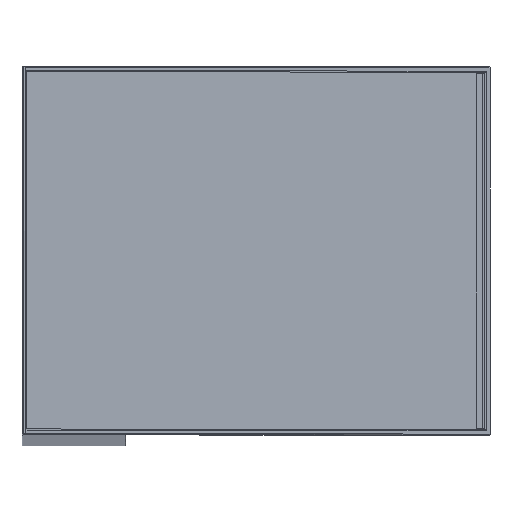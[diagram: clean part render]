
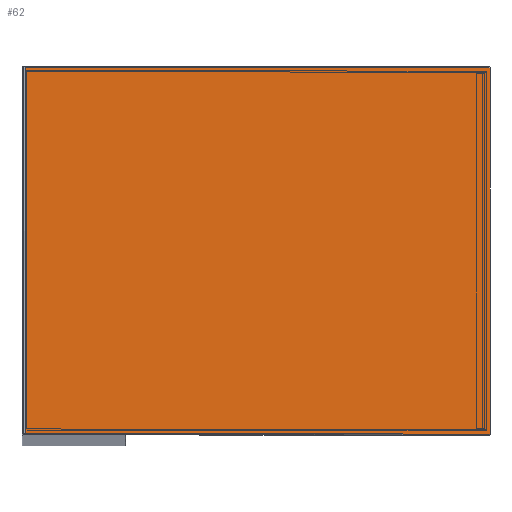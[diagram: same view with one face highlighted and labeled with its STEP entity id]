
A CAD part, top view. The second image highlights one B-rep face of the part: STEP entity #62.
In plain terms, the highlighted planar face has unit normal (0.707, 0, 0.707).
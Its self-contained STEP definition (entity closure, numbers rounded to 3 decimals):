
#62=ADVANCED_FACE($,(#153),#1193,.T.);
#153=FACE_OUTER_BOUND($,#247,.T.);
#247=EDGE_LOOP($,(#477,#478,#479,#480));
#477=ORIENTED_EDGE($,*,*,#869,.F.);
#478=ORIENTED_EDGE($,*,*,#900,.F.);
#479=ORIENTED_EDGE($,*,*,#877,.F.);
#480=ORIENTED_EDGE($,*,*,#896,.F.);
#869=EDGE_CURVE($,#1094,#1095,#1333,.T.);
#877=EDGE_CURVE($,#1100,#1101,#1339,.T.);
#896=EDGE_CURVE($,#1095,#1100,#1352,.T.);
#900=EDGE_CURVE($,#1101,#1094,#1355,.T.);
#1094=VERTEX_POINT($,#2315);
#1095=VERTEX_POINT($,#2316);
#1100=VERTEX_POINT($,#2321);
#1101=VERTEX_POINT($,#2322);
#1193=PLANE($,#1619);
#1333=B_SPLINE_CURVE_WITH_KNOTS($,1,(#2122,#2123),.UNSPECIFIED.,.F.,.F.,
(2,2),(0.,297.586),.UNSPECIFIED.);
#1339=B_SPLINE_CURVE_WITH_KNOTS($,1,(#2140,#2141),.UNSPECIFIED.,.F.,.F.,
(2,2),(-297.586,0.),.UNSPECIFIED.);
#1352=B_SPLINE_CURVE_WITH_KNOTS($,1,(#2190,#2191),.UNSPECIFIED.,.F.,.F.,
(2,2),(0.,166.),.UNSPECIFIED.);
#1355=B_SPLINE_CURVE_WITH_KNOTS($,1,(#2199,#2200),.UNSPECIFIED.,.F.,.F.,
(2,2),(-166.,0.),.UNSPECIFIED.);
#1619=AXIS2_PLACEMENT_3D($,#2234,#1666,$);
#1666=DIRECTION($,(0.707,0.,0.707));
#2122=CARTESIAN_POINT($,(-21.793,83.,2998.293));
#2123=CARTESIAN_POINT($,(188.632,83.,2787.868));
#2140=CARTESIAN_POINT($,(188.632,-83.,2787.868));
#2141=CARTESIAN_POINT($,(-21.793,-83.,2998.293));
#2190=CARTESIAN_POINT($,(188.632,83.,2787.868));
#2191=CARTESIAN_POINT($,(188.632,-83.,2787.868));
#2199=CARTESIAN_POINT($,(-21.793,-83.,2998.293));
#2200=CARTESIAN_POINT($,(-21.793,83.,2998.293));
#2234=CARTESIAN_POINT($,(188.632,83.,2787.868));
#2315=CARTESIAN_POINT($,(-21.793,83.,2998.293));
#2316=CARTESIAN_POINT($,(188.632,83.,2787.868));
#2321=CARTESIAN_POINT($,(188.632,-83.,2787.868));
#2322=CARTESIAN_POINT($,(-21.793,-83.,2998.293));
